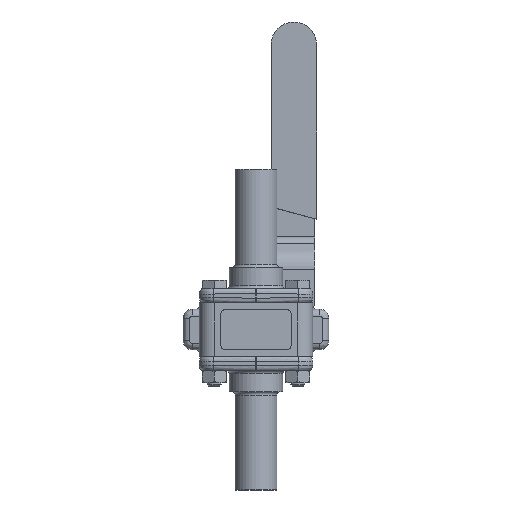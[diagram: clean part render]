
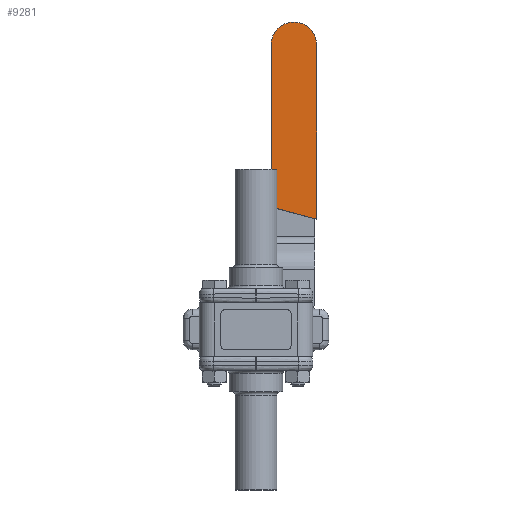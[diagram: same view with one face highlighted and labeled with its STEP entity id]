
A CAD part, front view. The second image highlights one B-rep face of the part: STEP entity #9281.
In plain terms, the highlighted planar face has unit normal (0, -1, 0).
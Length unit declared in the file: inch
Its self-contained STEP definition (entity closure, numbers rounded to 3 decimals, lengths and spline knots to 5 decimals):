
#580=PLANE('',#10054);
#983=LINE('',#19248,#1436);
#989=LINE('',#19260,#1442);
#990=LINE('',#19263,#1443);
#1436=VECTOR('',#11771,0.84893);
#1442=VECTOR('',#11779,3.13496);
#1443=VECTOR('',#11782,2.91524);
#2758=FACE_OUTER_BOUND('',#3343,.T.);
#3343=EDGE_LOOP('',(#7685,#7686,#7687,#7688));
#3895=CIRCLE('',#10055,0.41);
#4581=VERTEX_POINT('',#19245);
#4582=VERTEX_POINT('',#19247);
#4587=VERTEX_POINT('',#19259);
#4588=VERTEX_POINT('',#19261);
#5686=EDGE_CURVE('',#4581,#4582,#983,.T.);
#5692=EDGE_CURVE('',#4587,#4581,#989,.T.);
#5693=EDGE_CURVE('',#4588,#4587,#3895,.T.);
#5694=EDGE_CURVE('',#4582,#4588,#990,.T.);
#7685=ORIENTED_EDGE('',*,*,#5692,.F.);
#7686=ORIENTED_EDGE('',*,*,#5693,.F.);
#7687=ORIENTED_EDGE('',*,*,#5694,.F.);
#7688=ORIENTED_EDGE('',*,*,#5686,.F.);
#9281=ADVANCED_FACE('',(#2758),#580,.F.);
#10054=AXIS2_PLACEMENT_3D('',#19258,#11777,#11778);
#10055=AXIS2_PLACEMENT_3D('',#19262,#11780,#11781);
#11771=DIRECTION('',(-0.966,0.,0.259));
#11777=DIRECTION('center_axis',(0.,1.,0.));
#11778=DIRECTION('ref_axis',(0.,0.,-1.));
#11779=DIRECTION('',(0.,0.,-1.));
#11780=DIRECTION('center_axis',(0.,1.,0.));
#11781=DIRECTION('ref_axis',(-1.,0.,0.));
#11782=DIRECTION('',(0.,0.,1.));
#19245=CARTESIAN_POINT('',(1.09,1.72033,1.98504));
#19247=CARTESIAN_POINT('',(0.27,1.72033,2.20476));
#19248=CARTESIAN_POINT('',(1.09,1.72033,1.98504));
#19258=CARTESIAN_POINT('Origin',(0.691,1.72033,3.72413));
#19259=CARTESIAN_POINT('',(1.09,1.72033,5.12));
#19260=CARTESIAN_POINT('',(1.09,1.72033,5.12));
#19261=CARTESIAN_POINT('',(0.27,1.72033,5.12));
#19262=CARTESIAN_POINT('Origin',(0.68,1.72033,5.12));
#19263=CARTESIAN_POINT('',(0.27,1.72033,2.20476));
